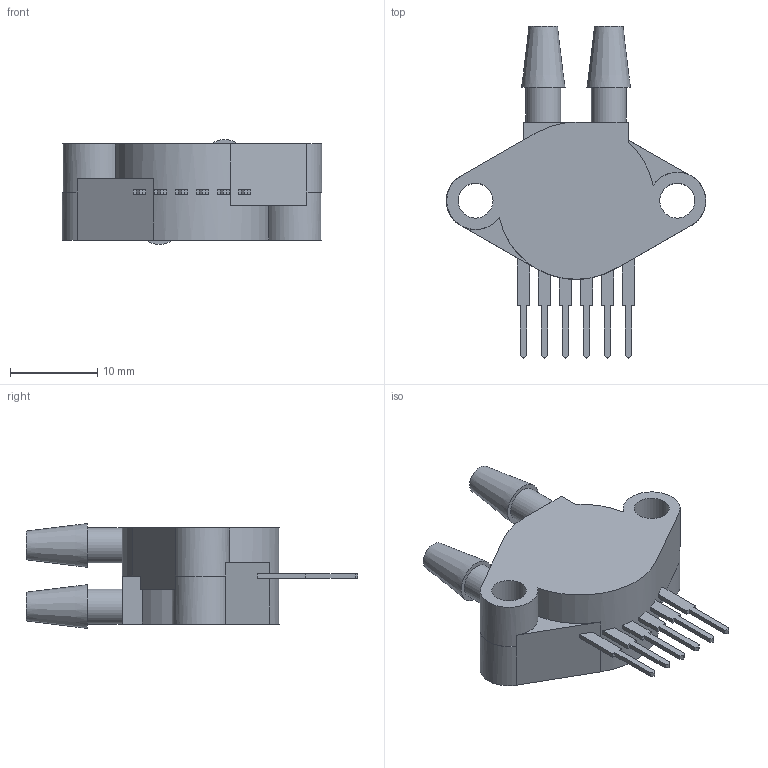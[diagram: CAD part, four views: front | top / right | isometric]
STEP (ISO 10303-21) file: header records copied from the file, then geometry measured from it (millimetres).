
FILE_DESCRIPTION(/* description */ ('Alibre Inc.'),/* implementation_level */ '2;1');
FILE_NAME(/* name */ 'export-E81E2B13-7FE0-458A-984F-683511CF23D3',/* time_stamp */ '2020-03-18T09:19:47+01:00',/* author */ (''),/* organization */ (''),/* preprocessor_version */ 'ST-DEVELOPER v17',/* originating_system */ 'Alibre',/* authorisation */ '');
FILE_SCHEMA (('CONFIG_CONTROL_DESIGN'));
Length unit declared in the file: millimetre
Products named in the file (1): ID_1
Bounding box: 29.69 x 38 x 12 mm (x, y, z)
Volume: 3766 mm3; surface area: 2410.2 mm2
Topology: 1 solids, 1 shells, 101 faces, 257 edges, 168 vertices
Faces by surface type: plane 84, cylinder 15, cone 2
Full cylindrical faces by diameter (mm): 2 x2, 4 x4
Entity records: 2982 total; most frequent: CARTESIAN_POINT 517, ORIENTED_EDGE 496, DIRECTION 416, EDGE_CURVE 248, VECTOR 200, LINE 200, VERTEX_POINT 167, AXIS2_PLACEMENT_3D 150
